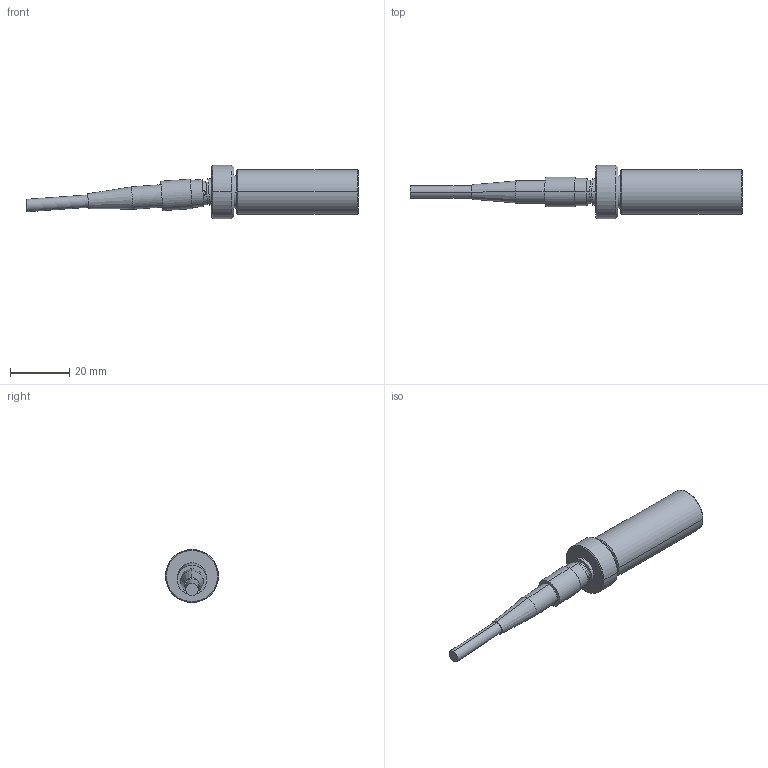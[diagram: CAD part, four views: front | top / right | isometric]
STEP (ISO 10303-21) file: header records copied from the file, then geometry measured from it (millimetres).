
FILE_DESCRIPTION((''),'2;1');
FILE_NAME('ACC-033L','2022-03-25T',('EDY'),(''),'CREO PARAMETRIC BY PTC INC, 2018070','CREO PARAMETRIC BY PTC INC, 2018070','');
FILE_SCHEMA(('CONFIG_CONTROL_DESIGN'));
Length unit declared in the file: millimetre
Products named in the file (1): ACC-033L
Bounding box: 112.52 x 18 x 18 mm (x, y, z)
Volume: 11391.8 mm3; surface area: 4739.7 mm2
Topology: 2 solids, 2 shells, 57 faces, 129 edges, 86 vertices
Faces by surface type: cylinder 27, plane 17, cone 13
Entity records: 2173 total; most frequent: CARTESIAN_POINT 353, DIRECTION 310, ORIENTED_EDGE 258, AXIS2_PLACEMENT_3D 132, EDGE_CURVE 129, VERTEX_POINT 86, CIRCLE 75, EDGE_LOOP 67
